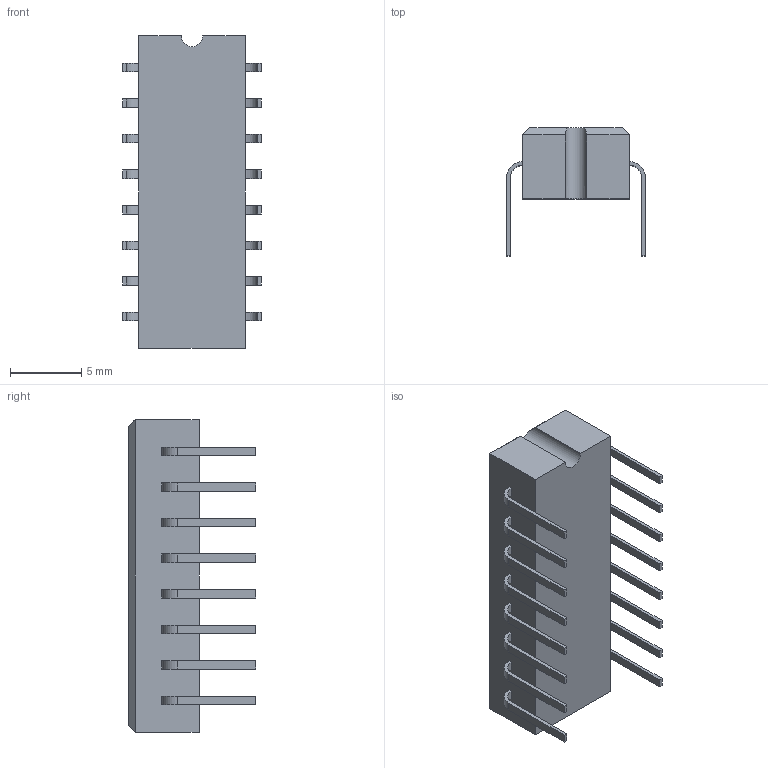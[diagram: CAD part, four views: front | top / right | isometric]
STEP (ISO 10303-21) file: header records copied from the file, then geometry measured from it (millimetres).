
FILE_DESCRIPTION(/* description */ (''),/* implementation_level */ '2;1');
FILE_NAME(/* name */ 'DIPmicroscheme.stp',/* time_stamp */ '2020-05-19T07:44:49-07:00',/* author */ ('Сергей'),/* organization */ (''),/* preprocessor_version */ 'ST-DEVELOPER v16.13',/* originating_system */ 'Autodesk Inventor 2018',/* authorisation */ '');
FILE_SCHEMA (('AUTOMOTIVE_DESIGN { 1 0 10303 214 3 1 1 }'));
Length unit declared in the file: millimetre
Products named in the file (1): Mikroshema(dokrUGA)
Bounding box: 9.75 x 9 x 22 mm (x, y, z)
Volume: 830.3 mm3; surface area: 802.5 mm2
Topology: 1 solids, 1 shells, 125 faces, 317 edges, 210 vertices
Faces by surface type: plane 92, cylinder 33
Entity records: 3786 total; most frequent: CARTESIAN_POINT 653, DIRECTION 637, ORIENTED_EDGE 634, EDGE_CURVE 317, LINE 249, VECTOR 249, VERTEX_POINT 210, AXIS2_PLACEMENT_3D 194
